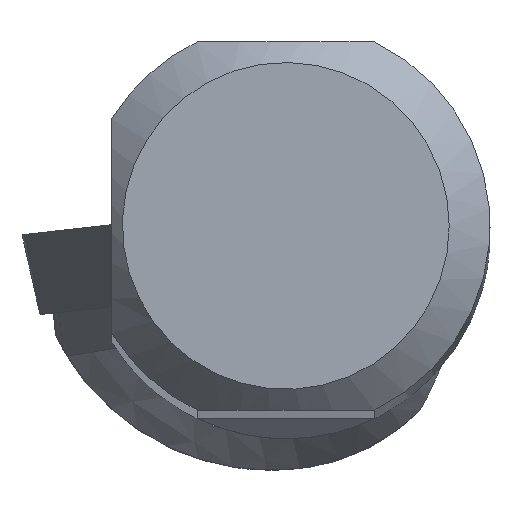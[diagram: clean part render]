
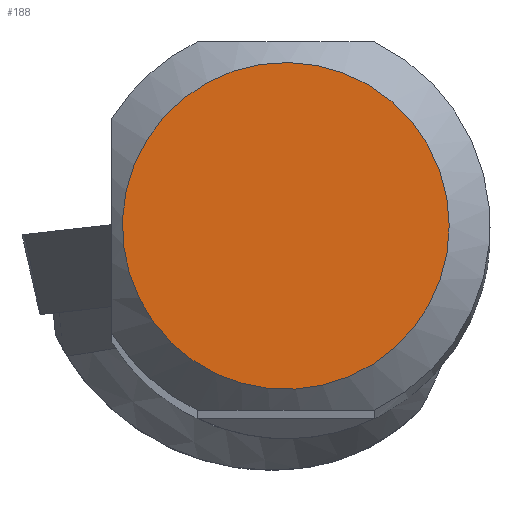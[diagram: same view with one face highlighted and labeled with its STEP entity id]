
A CAD part, top view. The second image highlights one B-rep face of the part: STEP entity #188.
In plain terms, the highlighted planar face has unit normal (0, 0, 1).
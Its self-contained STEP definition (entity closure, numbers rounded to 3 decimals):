
#146=FACE_OUTER_BOUND('',#383,.T.);
#188=ADVANCED_FACE('CU_SU_BP3',(#146),#221,.T.);
#221=PLANE('',#1000);
#383=EDGE_LOOP('',(#540));
#540=ORIENTED_EDGE('',*,*,#798,.T.);
#703=VERTEX_POINT('',#1654);
#798=EDGE_CURVE('',#703,#703,#848,.T.);
#848=CIRCLE('',#999,7.991);
#999=AXIS2_PLACEMENT_3D('',#1653,#1205,#1206);
#1000=AXIS2_PLACEMENT_3D('',#1655,#1207,#1208);
#1205=DIRECTION('',(0.,0.,1.));
#1206=DIRECTION('',(1.,0.,0.));
#1207=DIRECTION('',(0.,0.,1.));
#1208=DIRECTION('',(1.,0.,0.));
#1653=CARTESIAN_POINT('',(0.,0.,0.));
#1654=CARTESIAN_POINT('',(7.991,0.,0.));
#1655=CARTESIAN_POINT('',(0.,0.,
0.));
